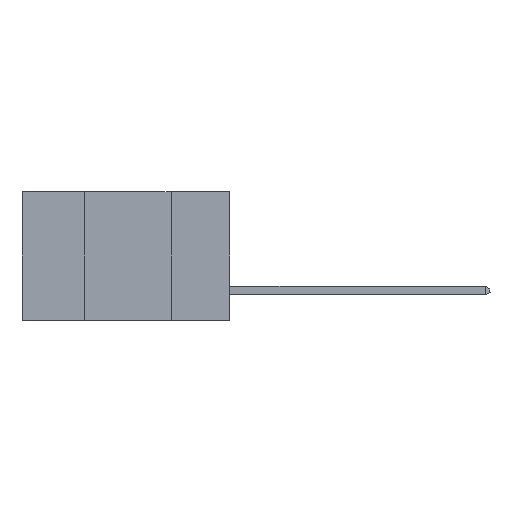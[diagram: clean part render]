
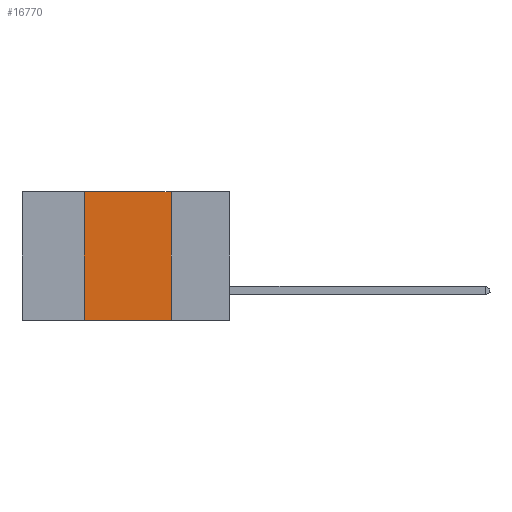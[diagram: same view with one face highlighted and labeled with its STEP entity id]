
A CAD part, left-side view. The second image highlights one B-rep face of the part: STEP entity #16770.
In plain terms, the highlighted planar face has unit normal (-1, 0, 0).
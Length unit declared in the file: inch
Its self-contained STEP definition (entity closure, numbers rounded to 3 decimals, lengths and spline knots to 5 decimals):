
#343 = VECTOR ( 'NONE', #10316, 39.37008 ) ;
#1022 = DIRECTION ( 'NONE',  ( 0., -1., 0. ) ) ;
#3247 = CARTESIAN_POINT ( 'NONE',  ( 0., 0.17, -0.37 ) ) ;
#4262 = VECTOR ( 'NONE', #5571, 39.37008 ) ;
#4466 = CARTESIAN_POINT ( 'NONE',  ( 0., 0.6, -0.37 ) ) ;
#4810 = VECTOR ( 'NONE', #1022, 39.37008 ) ;
#5571 = DIRECTION ( 'NONE',  ( 0., 0., 1. ) ) ;
#5775 = LINE ( 'NONE', #6995, #343 ) ;
#6115 = ORIENTED_EDGE ( 'NONE', *, *, #17232, .F. ) ;
#6939 = EDGE_CURVE ( 'NONE', #16673, #8008, #9212, .T. ) ;
#6995 = CARTESIAN_POINT ( 'NONE',  ( 0., 0.17, 0. ) ) ;
#8008 = VERTEX_POINT ( 'NONE', #14747 ) ;
#8616 = ORIENTED_EDGE ( 'NONE', *, *, #14538, .F. ) ;
#9212 = LINE ( 'NONE', #10980, #4262 ) ;
#9440 = VERTEX_POINT ( 'NONE', #9675 ) ;
#9675 = CARTESIAN_POINT ( 'NONE',  ( 0., 0.17, 0. ) ) ;
#9955 = EDGE_CURVE ( 'NONE', #16673, #20596, #18516, .T. ) ;
#9964 = DIRECTION ( 'NONE',  ( 0., -1., 0. ) ) ;
#10316 = DIRECTION ( 'NONE',  ( 0., 0., -1. ) ) ;
#10626 = FACE_OUTER_BOUND ( 'NONE', #20019, .T. ) ;
#10980 = CARTESIAN_POINT ( 'NONE',  ( 0., 0.42, 0. ) ) ;
#11170 = DIRECTION ( 'NONE',  ( 1., 0., 0. ) ) ;
#11790 = ORIENTED_EDGE ( 'NONE', *, *, #9955, .T. ) ;
#12380 = CARTESIAN_POINT ( 'NONE',  ( 0., 0.6, 0. ) ) ;
#12493 = CARTESIAN_POINT ( 'NONE',  ( 0., 0.42, -0.37 ) ) ;
#13070 = VECTOR ( 'NONE', #9964, 39.37008 ) ;
#14442 = AXIS2_PLACEMENT_3D ( 'NONE', #14845, #11170, #16663 ) ;
#14538 = EDGE_CURVE ( 'NONE', #9440, #20596, #5775, .T. ) ;
#14747 = CARTESIAN_POINT ( 'NONE',  ( 0., 0.42, 0. ) ) ;
#14845 = CARTESIAN_POINT ( 'NONE',  ( 0., 0.6, 0. ) ) ;
#16663 = DIRECTION ( 'NONE',  ( 0., 0., -1. ) ) ;
#16673 = VERTEX_POINT ( 'NONE', #12493 ) ;
#16770 = ADVANCED_FACE ( 'NONE', ( #10626 ), #21829, .F. ) ;
#17232 = EDGE_CURVE ( 'NONE', #8008, #9440, #17822, .T. ) ;
#17822 = LINE ( 'NONE', #12380, #4810 ) ;
#18516 = LINE ( 'NONE', #4466, #13070 ) ;
#20019 = EDGE_LOOP ( 'NONE', ( #8616, #6115, #21896, #11790 ) ) ;
#20596 = VERTEX_POINT ( 'NONE', #3247 ) ;
#21829 = PLANE ( 'NONE',  #14442 ) ;
#21896 = ORIENTED_EDGE ( 'NONE', *, *, #6939, .F. ) ;
